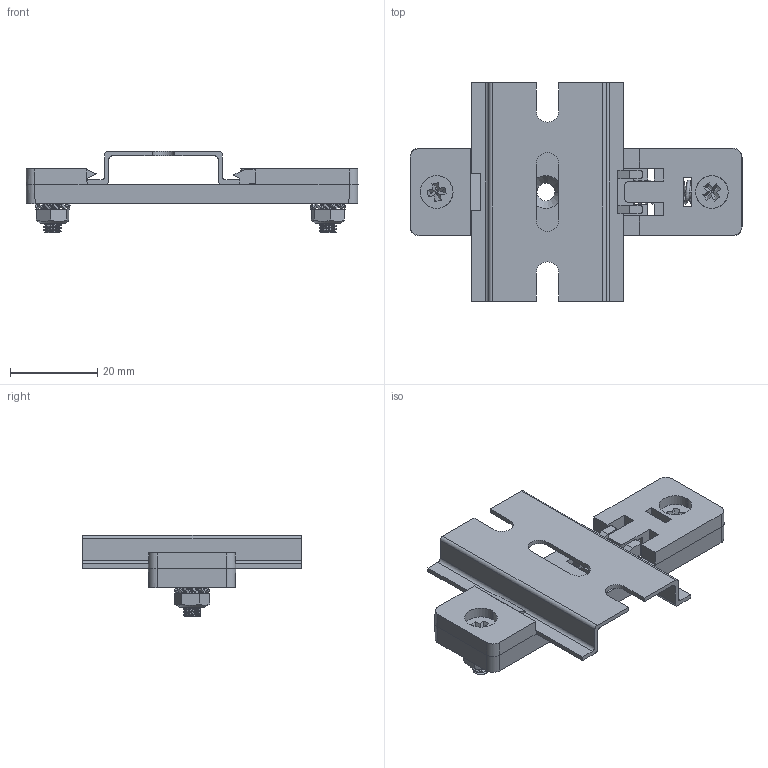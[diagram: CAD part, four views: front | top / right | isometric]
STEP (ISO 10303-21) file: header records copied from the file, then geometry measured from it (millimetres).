
FILE_DESCRIPTION (( 'STEP AP214' ), '1' );
FILE_NAME ('DRB20-1.STEP', '2025-12-13T07:53:04', ( '' ), ( '' ), 'SwSTEP 2.0', 'SolidWorks 2017', '' );
FILE_SCHEMA (( 'AUTOMOTIVE_DESIGN' ));
Length unit declared in the file: millimetre
Products named in the file (22): Hexagonal Nut M4; DRB20-1-Plastic Body; Screw CSK Head Phillips_M4x10; DRB-Spring; LOCK WASHER M4; M4_Counter_sunk_15; DRB20-1; DRB20-Clip; Screw M4x12mm; Din Rail-50
Assembly tree (12 placements, depth 3):
  DRB20-1-Plastic Body
  Screw CSK Head Phillips_M4x10
  LOCK WASHER M4
  DRB-Spring
  M4_Counter_sunk_15
Bounding box: 76 x 50 x 18.55 mm (x, y, z)
Volume: 10545.1 mm3; surface area: 11710.4 mm2
Topology: 12 solids, 12 shells, 553 faces, 1444 edges, 916 vertices
Faces by surface type: plane 231, cylinder 182, bspline 116, cone 24
Entity records: 25415 total; most frequent: CARTESIAN_POINT 14513, ORIENTED_EDGE 1940, DIRECTION 1574, EDGE_CURVE 970, LINE 648, VECTOR 648, VERTEX_POINT 618, AXIS2_PLACEMENT_3D 463
